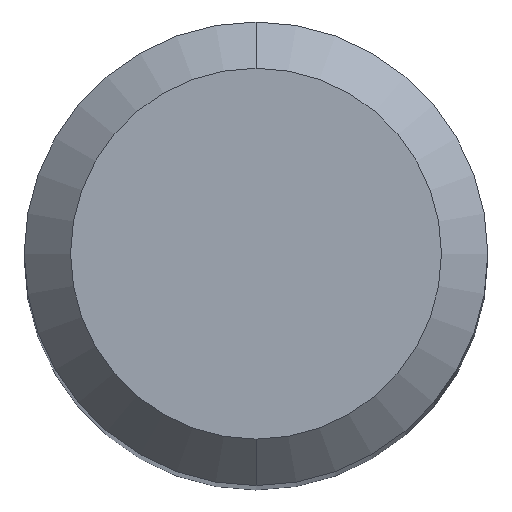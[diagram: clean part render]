
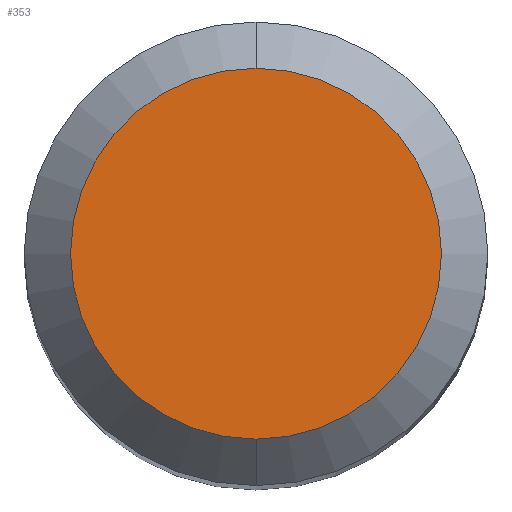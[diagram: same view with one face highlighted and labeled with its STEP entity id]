
A CAD part, top view. The second image highlights one B-rep face of the part: STEP entity #353.
In plain terms, the highlighted planar face has unit normal (0, 0, 1).
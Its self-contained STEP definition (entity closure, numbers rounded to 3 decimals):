
#14 = EDGE_CURVE ( 'NONE', #49, #328, #83, .T. ) ;
#33 = CARTESIAN_POINT ( 'NONE',  ( 0., 0., 60. ) ) ;
#45 = AXIS2_PLACEMENT_3D ( 'NONE', #211, #243, #107 ) ;
#49 = VERTEX_POINT ( 'NONE', #326 ) ;
#62 = ORIENTED_EDGE ( 'NONE', *, *, #249, .F. ) ;
#83 = CIRCLE ( 'NONE', #45, 3.2 ) ;
#84 = AXIS2_PLACEMENT_3D ( 'NONE', #224, #193, #171 ) ;
#107 = DIRECTION ( 'NONE',  ( 0., 1., 0. ) ) ;
#109 = AXIS2_PLACEMENT_3D ( 'NONE', #33, #118, #228 ) ;
#116 = CARTESIAN_POINT ( 'NONE',  ( 0., 3.2, 60. ) ) ;
#118 = DIRECTION ( 'NONE',  ( 0., 0., -1. ) ) ;
#121 = CIRCLE ( 'NONE', #84, 3.2 ) ;
#156 = ORIENTED_EDGE ( 'NONE', *, *, #14, .F. ) ;
#167 = FACE_OUTER_BOUND ( 'NONE', #360, .T. ) ;
#171 = DIRECTION ( 'NONE',  ( 0., 1., 0. ) ) ;
#193 = DIRECTION ( 'NONE',  ( 0., 0., -1. ) ) ;
#211 = CARTESIAN_POINT ( 'NONE',  ( 0., 0., 60. ) ) ;
#224 = CARTESIAN_POINT ( 'NONE',  ( 0., 0., 60. ) ) ;
#228 = DIRECTION ( 'NONE',  ( 0., 1., 0. ) ) ;
#243 = DIRECTION ( 'NONE',  ( 0., 0., -1. ) ) ;
#249 = EDGE_CURVE ( 'NONE', #328, #49, #121, .T. ) ;
#306 = PLANE ( 'NONE',  #109 ) ;
#326 = CARTESIAN_POINT ( 'NONE',  ( 0., -3.2, 60. ) ) ;
#328 = VERTEX_POINT ( 'NONE', #116 ) ;
#353 = ADVANCED_FACE ( 'NONE', ( #167 ), #306, .F. ) ;
#360 = EDGE_LOOP ( 'NONE', ( #62, #156 ) ) ;
